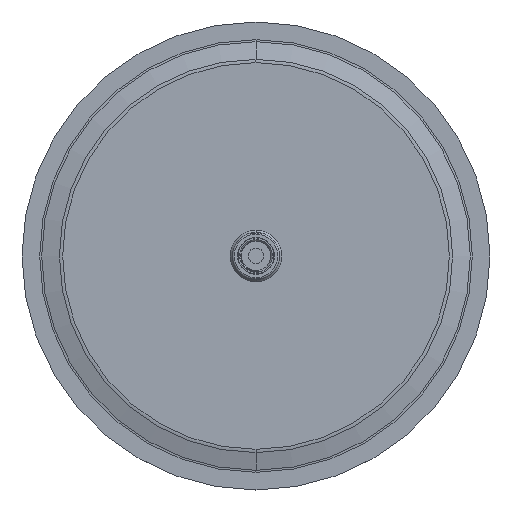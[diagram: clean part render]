
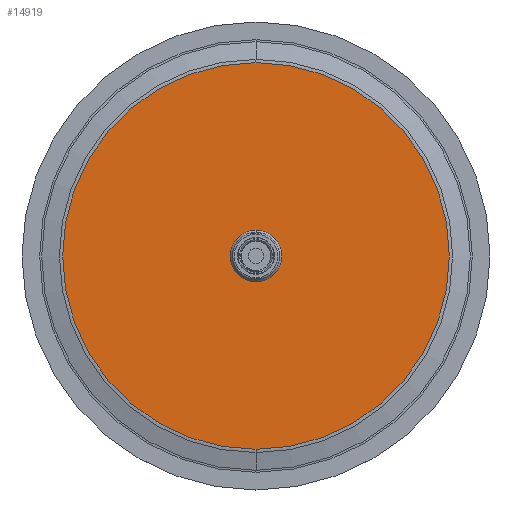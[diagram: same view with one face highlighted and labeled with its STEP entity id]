
A CAD part, top view. The second image highlights one B-rep face of the part: STEP entity #14919.
In plain terms, the highlighted planar face has unit normal (0, 0, 1).
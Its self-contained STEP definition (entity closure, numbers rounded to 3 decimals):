
#2487=CARTESIAN_POINT('',(0.,0.,5.5));
#2488=DIRECTION('',(0.,0.,-1.));
#2489=DIRECTION('',(0.,-1.,0.));
#2490=AXIS2_PLACEMENT_3D('',#2487,#2488,#2489);
#2492=CARTESIAN_POINT('',(0.,0.,5.5));
#2493=DIRECTION('',(0.,0.,-1.));
#2494=DIRECTION('',(0.,1.,0.));
#2495=AXIS2_PLACEMENT_3D('',#2492,#2493,#2494);
#2497=CARTESIAN_POINT('',(0.,0.,5.5));
#2498=DIRECTION('',(0.,0.,-1.));
#2499=DIRECTION('',(0.,1.,0.));
#2500=AXIS2_PLACEMENT_3D('',#2497,#2498,#2499);
#2502=CARTESIAN_POINT('',(0.,0.,5.5));
#2503=DIRECTION('',(0.,0.,-1.));
#2504=DIRECTION('',(0.,-1.,0.));
#2505=AXIS2_PLACEMENT_3D('',#2502,#2503,#2504);
#10128=CARTESIAN_POINT('',(0.,-16.5,5.5));
#10129=CARTESIAN_POINT('',(0.,16.5,5.5));
#10130=VERTEX_POINT('',#10128);
#10131=VERTEX_POINT('',#10129);
#10148=CARTESIAN_POINT('',(0.,123.942,5.5));
#10149=CARTESIAN_POINT('',(0.,-123.942,
5.5));
#10150=VERTEX_POINT('',#10148);
#10151=VERTEX_POINT('',#10149);
#14904=CARTESIAN_POINT('',(0.,0.,5.5));
#14905=DIRECTION('',(0.,0.,-1.));
#14906=DIRECTION('',(0.,1.,0.));
#14907=AXIS2_PLACEMENT_3D('',#14904,#14905,#14906);
#14908=PLANE('',#14907);
#14909=ORIENTED_EDGE('',*,*,#14886,.T.);
#14910=ORIENTED_EDGE('',*,*,#14871,.T.);
#14911=EDGE_LOOP('',(#14909,#14910));
#14912=FACE_OUTER_BOUND('',#14911,.F.);
#14914=ORIENTED_EDGE('',*,*,#14913,.F.);
#14916=ORIENTED_EDGE('',*,*,#14915,.F.);
#14917=EDGE_LOOP('',(#14914,#14916));
#14918=FACE_BOUND('',#14917,.F.);
#14919=ADVANCED_FACE('',(#14912,#14918),#14908,.F.);
#2491=CIRCLE('',#2490,16.5);
#2496=CIRCLE('',#2495,16.5);
#2501=CIRCLE('',#2500,123.942);
#2506=CIRCLE('',#2505,123.942);
#14871=EDGE_CURVE('',#10151,#10150,#2506,.T.);
#14886=EDGE_CURVE('',#10150,#10151,#2501,.T.);
#14913=EDGE_CURVE('',#10130,#10131,#2491,.T.);
#14915=EDGE_CURVE('',#10131,#10130,#2496,.T.);
